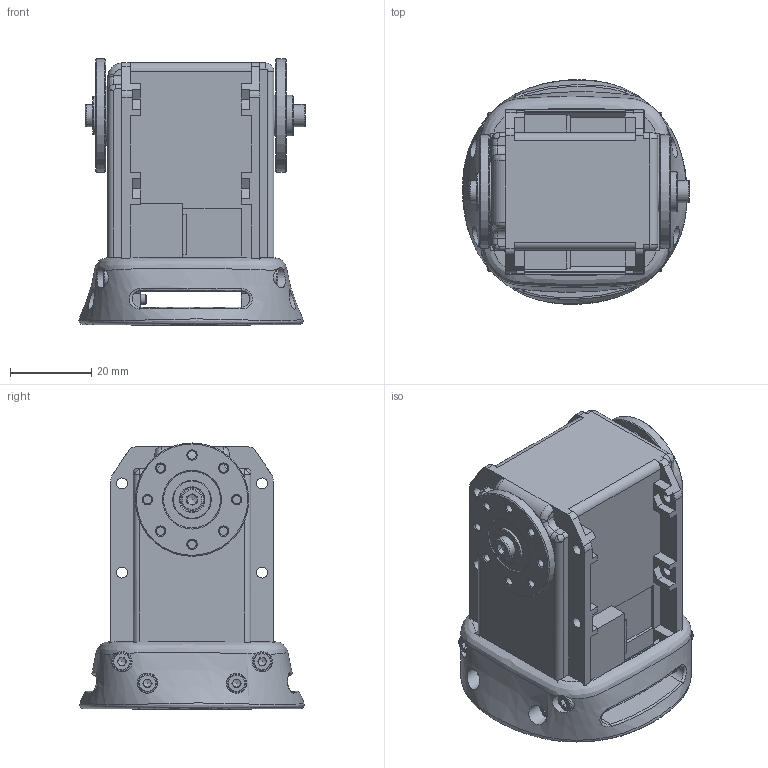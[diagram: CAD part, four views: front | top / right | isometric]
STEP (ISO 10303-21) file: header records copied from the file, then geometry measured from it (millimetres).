
FILE_DESCRIPTION(/* description */ (''),/* implementation_level */ '2;1');
FILE_NAME(/* name */ '5f9fb8e29963e50ea2e90257',/* time_stamp */ '2020-11-02T07:44:35+00:00',/* author */ (''),/* organization */ (''),/* preprocessor_version */ 'ST-DEVELOPER v16.7',/* originating_system */ $,/* authorisation */ $);
FILE_SCHEMA (('AUTOMOTIVE_DESIGN {1 0 10303 214 3 1 1}'));
Length unit declared in the file: metre
Products named in the file (12): shoulder-x; Hex socket head cap screw M2.5x0.45 x 8; Hex socket head cap screw M2.5x0.45 x 6; Hex thin nut grade A & B M2.5; Shoulder2Arm; MX-64 <1>; HN05-N101; MF128ZZ; HN05-i101; MX-64-body; Hex socket head cap screw M3x0.50 x 8; RX64-CAP
Assembly tree (21 placements, depth 3):
  shoulder-x
    Hex socket head cap screw M2.5x0.45 x 8  x4
    Hex socket head cap screw M2.5x0.45 x 6  x4
    Hex thin nut grade A & B M2.5  x4
    Shoulder2Arm
    MX-64 <1>
      HN05-N101
      MF128ZZ
      HN05-i101
      MX-64-body
      Hex socket head cap screw M3x0.50 x 8  x2
      RX64-CAP
Bounding box: 56.02 x 55.43 x 65.7 mm (x, y, z)
Volume: 88003 mm3; surface area: 29887.2 mm2
Topology: 20 solids, 20 shells, 1023 faces, 2592 edges, 1641 vertices
Faces by surface type: plane 589, cylinder 209, cone 125, bspline 64, torus 36
Full cylindrical faces by diameter (mm): 1.5 x3, 2.013 x4, 2.05 x20, 2.5 x8, 2.7 x16, 2.8 x16, 3 x3, 3.1 x2, 3.2 x1, 4.5 x8, 5 x8, 5.5 x2, 6 x1, 7.4 x1, 8 x3, 8.1 x1, 9.5 x1, 10 x3, 10.6 x1, 12 x3, 14 x2, 14.5 x1, 15 x1, 28 x2, 29.4 x1, 48 x1
Entity records: 26501 total; most frequent: CARTESIAN_POINT 7739, ORIENTED_EDGE 3796, DIRECTION 3448, EDGE_CURVE 1898, VERTEX_POINT 1321, AXIS2_PLACEMENT_3D 1181, FACE_BOUND 1115, EDGE_LOOP 1109
